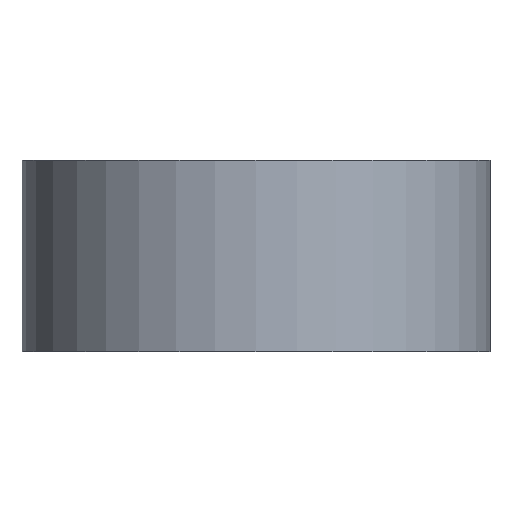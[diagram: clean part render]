
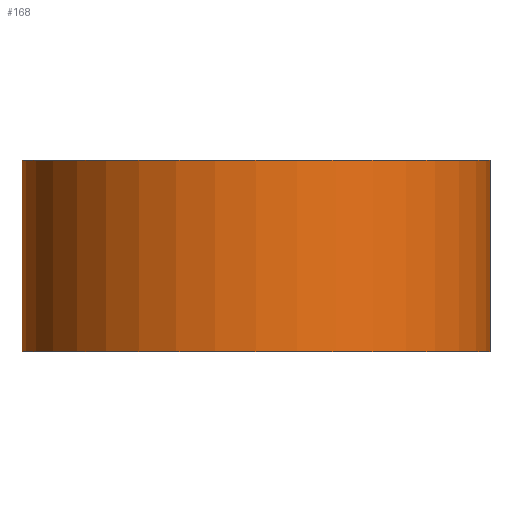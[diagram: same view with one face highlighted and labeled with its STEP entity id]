
A CAD part, front view. The second image highlights one B-rep face of the part: STEP entity #168.
In plain terms, the highlighted cylindrical face has radius 15.507 mm (diameter 31.013 mm), a partial arc.
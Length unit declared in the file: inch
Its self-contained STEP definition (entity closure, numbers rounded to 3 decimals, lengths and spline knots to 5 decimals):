
#19 = CARTESIAN_POINT ( 'NONE',  ( 0.5625, -0.9515, 0.25 ) ) ;
#46 = CIRCLE ( 'NONE', #420, 0.6105 ) ;
#47 = CARTESIAN_POINT ( 'NONE',  ( 0.5625, -1.562, 0.25 ) ) ;
#49 = DIRECTION ( 'NONE',  ( 1., 0., 0. ) ) ;
#53 = ORIENTED_EDGE ( 'NONE', *, *, #514, .T. ) ;
#75 = DIRECTION ( 'NONE',  ( -1., 0., 0. ) ) ;
#102 = AXIS2_PLACEMENT_3D ( 'NONE', #273, #131, #49 ) ;
#104 = DIRECTION ( 'NONE',  ( 0., 0., -1. ) ) ;
#116 = CYLINDRICAL_SURFACE ( 'NONE', #466, 0.6105 ) ;
#127 = VERTEX_POINT ( 'NONE', #143 ) ;
#128 = CARTESIAN_POINT ( 'NONE',  ( 0.5625, -1.562, 0.25 ) ) ;
#131 = DIRECTION ( 'NONE',  ( 0., 0., -1. ) ) ;
#133 = DIRECTION ( 'NONE',  ( 0., 0., -1. ) ) ;
#143 = CARTESIAN_POINT ( 'NONE',  ( -0.048, -1.562, -0.25 ) ) ;
#167 = DIRECTION ( 'NONE',  ( 1., 0., 0. ) ) ;
#168 = ADVANCED_FACE ( 'NONE', ( #216 ), #116, .T. ) ;
#192 = VECTOR ( 'NONE', #133, 39.37008 ) ;
#197 = EDGE_CURVE ( 'NONE', #455, #127, #471, .T. ) ;
#216 = FACE_OUTER_BOUND ( 'NONE', #389, .T. ) ;
#273 = CARTESIAN_POINT ( 'NONE',  ( 0.5625, -1.562, -0.25 ) ) ;
#275 = CIRCLE ( 'NONE', #102, 0.6105 ) ;
#283 = EDGE_CURVE ( 'NONE', #297, #469, #549, .T. ) ;
#290 = EDGE_CURVE ( 'NONE', #469, #127, #275, .T. ) ;
#297 = VERTEX_POINT ( 'NONE', #19 ) ;
#339 = ORIENTED_EDGE ( 'NONE', *, *, #283, .F. ) ;
#351 = ORIENTED_EDGE ( 'NONE', *, *, #197, .T. ) ;
#365 = DIRECTION ( 'NONE',  ( 0., 0., -1. ) ) ;
#377 = CARTESIAN_POINT ( 'NONE',  ( -0.048, -1.562, 0.25 ) ) ;
#389 = EDGE_LOOP ( 'NONE', ( #391, #339, #53, #351 ) ) ;
#391 = ORIENTED_EDGE ( 'NONE', *, *, #290, .F. ) ;
#420 = AXIS2_PLACEMENT_3D ( 'NONE', #128, #436, #167 ) ;
#431 = CARTESIAN_POINT ( 'NONE',  ( 0.5625, -0.9515, 0.25 ) ) ;
#436 = DIRECTION ( 'NONE',  ( 0., 0., -1. ) ) ;
#455 = VERTEX_POINT ( 'NONE', #521 ) ;
#457 = VECTOR ( 'NONE', #365, 39.37008 ) ;
#466 = AXIS2_PLACEMENT_3D ( 'NONE', #47, #104, #75 ) ;
#469 = VERTEX_POINT ( 'NONE', #520 ) ;
#471 = LINE ( 'NONE', #377, #457 ) ;
#514 = EDGE_CURVE ( 'NONE', #297, #455, #46, .T. ) ;
#520 = CARTESIAN_POINT ( 'NONE',  ( 0.5625, -0.9515, -0.25 ) ) ;
#521 = CARTESIAN_POINT ( 'NONE',  ( -0.048, -1.562, 0.25 ) ) ;
#549 = LINE ( 'NONE', #431, #192 ) ;
